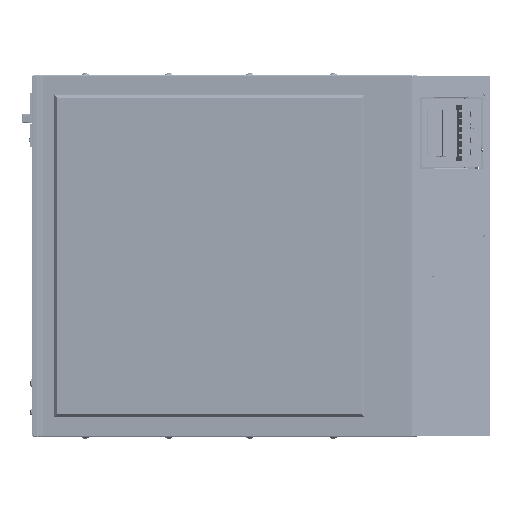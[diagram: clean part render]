
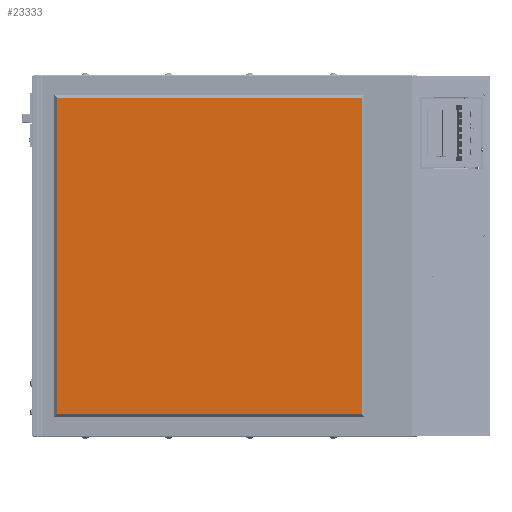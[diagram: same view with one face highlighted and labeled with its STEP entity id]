
A CAD part, top view. The second image highlights one B-rep face of the part: STEP entity #23333.
In plain terms, the highlighted planar face has unit normal (0, 0, 1).
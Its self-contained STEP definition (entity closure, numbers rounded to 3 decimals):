
#265 = DIRECTION ( 'NONE',  ( 1., 0., 0. ) ) ;
#1115 = DIRECTION ( 'NONE',  ( 0., -1., 0. ) ) ;
#5681 = PLANE ( 'NONE',  #128493 ) ;
#10696 = DIRECTION ( 'NONE',  ( -1., 0., 0. ) ) ;
#11341 = DIRECTION ( 'NONE',  ( 0., 1., 0. ) ) ;
#14602 = VECTOR ( 'NONE', #10696, 39.37 ) ;
#16191 = DIRECTION ( 'NONE',  ( 0., -1., 0. ) ) ;
#16295 = ORIENTED_EDGE ( 'NONE', *, *, #66466, .T. ) ;
#20477 = EDGE_CURVE ( 'NONE', #124399, #111851, #68410, .T. ) ;
#21221 = CARTESIAN_POINT ( 'NONE',  ( 28.737, -77.633, 45.724 ) ) ;
#21644 = CARTESIAN_POINT ( 'NONE',  ( 15.837, -77.733, 45.724 ) ) ;
#23333 = ADVANCED_FACE ( 'NONE', ( #43525 ), #5681, .F. ) ;
#31614 = VERTEX_POINT ( 'NONE', #86720 ) ;
#39087 = CARTESIAN_POINT ( 'NONE',  ( 28.637, -64.333, 45.724 ) ) ;
#40729 = VECTOR ( 'NONE', #1115, 39.37 ) ;
#42404 = LINE ( 'NONE', #93696, #14602 ) ;
#42920 = VERTEX_POINT ( 'NONE', #39087 ) ;
#43525 = FACE_OUTER_BOUND ( 'NONE', #119191, .T. ) ;
#56097 = ORIENTED_EDGE ( 'NONE', *, *, #20477, .T. ) ;
#66466 = EDGE_CURVE ( 'NONE', #31614, #42920, #98947, .T. ) ;
#68410 = LINE ( 'NONE', #21644, #40729 ) ;
#69861 = CARTESIAN_POINT ( 'NONE',  ( 15.837, -77.633, 45.724 ) ) ;
#71232 = VECTOR ( 'NONE', #11341, 39.37 ) ;
#71678 = EDGE_CURVE ( 'NONE', #42920, #124399, #42404, .T. ) ;
#73825 = CARTESIAN_POINT ( 'NONE',  ( 28.637, -64.233, 45.724 ) ) ;
#75418 = ORIENTED_EDGE ( 'NONE', *, *, #71678, .T. ) ;
#75899 = CARTESIAN_POINT ( 'NONE',  ( 15.837, -64.333, 45.724 ) ) ;
#78649 = DIRECTION ( 'NONE',  ( 0., 0., -1. ) ) ;
#86720 = CARTESIAN_POINT ( 'NONE',  ( 28.637, -77.633, 45.724 ) ) ;
#92019 = LINE ( 'NONE', #21221, #109898 ) ;
#93696 = CARTESIAN_POINT ( 'NONE',  ( 15.737, -64.333, 45.724 ) ) ;
#98947 = LINE ( 'NONE', #73825, #71232 ) ;
#99153 = CARTESIAN_POINT ( 'NONE',  ( 22.237, -70.983, 45.724 ) ) ;
#100893 = ORIENTED_EDGE ( 'NONE', *, *, #109304, .T. ) ;
#109304 = EDGE_CURVE ( 'NONE', #111851, #31614, #92019, .T. ) ;
#109898 = VECTOR ( 'NONE', #265, 39.37 ) ;
#111851 = VERTEX_POINT ( 'NONE', #69861 ) ;
#119191 = EDGE_LOOP ( 'NONE', ( #100893, #16295, #75418, #56097 ) ) ;
#124399 = VERTEX_POINT ( 'NONE', #75899 ) ;
#128493 = AXIS2_PLACEMENT_3D ( 'NONE', #99153, #78649, #16191 ) ;
